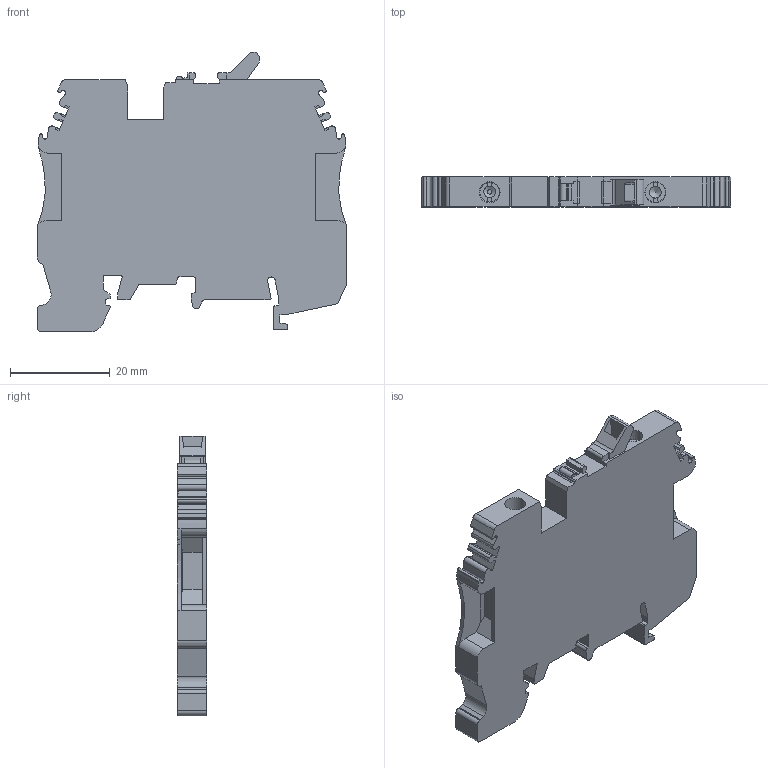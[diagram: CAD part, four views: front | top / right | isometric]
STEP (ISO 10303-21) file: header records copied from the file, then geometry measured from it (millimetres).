
FILE_DESCRIPTION(/* description */ ('Unknown'),/* implementation_level */ '2;1');
FILE_NAME(/* name */ 'DUTKD4TSWS_3D_SOLID',/* time_stamp */ '2025-02-18T13:47:31+05:00',/* author */ ('Unknown'),/* organization */ ('Unknown'),/* preprocessor_version */ 'ST-DEVELOPER v16.7',/* originating_system */ 'Solid Edge',/* authorisation */ 'Unknown');
FILE_SCHEMA (('AUTOMOTIVE_DESIGN {1 0 10303 214 3 1 1}'));
Length unit declared in the file: millimetre
Products named in the file (1): DUTKD4TSWS_3D_SOLID
Bounding box: 62 x 6 x 56 mm (x, y, z)
Volume: 14547.5 mm3; surface area: 7629.5 mm2
Topology: 1 solids, 2 shells, 251 faces, 735 edges, 486 vertices
Faces by surface type: plane 173, cylinder 72, cone 3, torus 3
Full cylindrical faces by diameter (mm): 2.3 x2, 2.9 x1, 4 x1, 4.2 x4
Entity records: 9932 total; most frequent: CARTESIAN_POINT 1455, ORIENTED_EDGE 1422, DIRECTION 1371, EDGE_CURVE 711, LINE 545, VECTOR 545, VERTEX_POINT 477, AXIS2_PLACEMENT_3D 413
